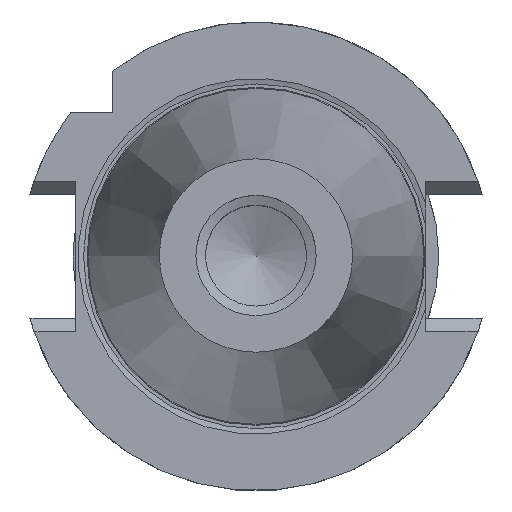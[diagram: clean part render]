
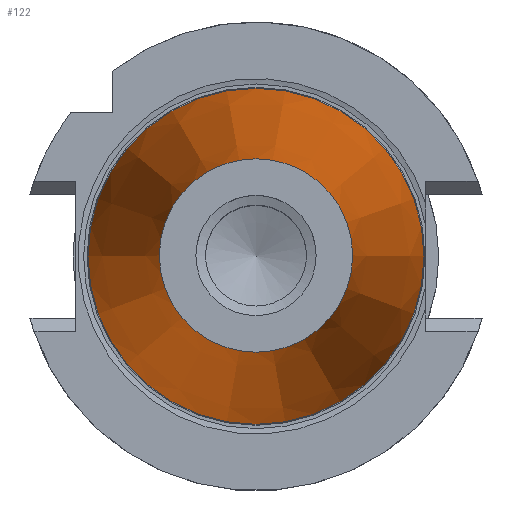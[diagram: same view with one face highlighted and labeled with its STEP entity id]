
A CAD part, top view. The second image highlights one B-rep face of the part: STEP entity #122.
In plain terms, the highlighted conical face has half-angle 8.298 degrees and reference radius 20.107 mm.
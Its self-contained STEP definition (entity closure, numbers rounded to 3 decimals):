
#56=CONICAL_SURFACE('',#1004,20.107,8.298);
#90=FACE_BOUND('',#249,.T.);
#91=FACE_BOUND('',#250,.T.);
#122=ADVANCED_FACE('',(#90,#91),#56,.T.);
#249=EDGE_LOOP('',(#463));
#250=EDGE_LOOP('',(#464));
#463=ORIENTED_EDGE('',*,*,#809,.T.);
#464=ORIENTED_EDGE('',*,*,#807,.F.);
#716=VERTEX_POINT('',#1418);
#718=VERTEX_POINT('',#1424);
#807=EDGE_CURVE('',#716,#716,#928,.T.);
#809=EDGE_CURVE('',#718,#718,#930,.T.);
#928=CIRCLE('',#998,34.925);
#930=CIRCLE('',#1002,20.107);
#998=AXIS2_PLACEMENT_3D('',#1417,#1131,#1132);
#1002=AXIS2_PLACEMENT_3D('',#1423,#1139,#1140);
#1004=AXIS2_PLACEMENT_3D('',#1426,#1143,#1144);
#1131=DIRECTION('',(0.,0.,-1.));
#1132=DIRECTION('',(-1.,0.,0.));
#1139=DIRECTION('',(0.,0.,-1.));
#1140=DIRECTION('',(-1.,0.,0.));
#1143=DIRECTION('',(0.,0.,-1.));
#1144=DIRECTION('',(-1.,0.,0.));
#1417=CARTESIAN_POINT('',(0.,0.,0.));
#1418=CARTESIAN_POINT('',(-34.925,0.,0.));
#1423=CARTESIAN_POINT('',(0.,0.,101.6));
#1424=CARTESIAN_POINT('',(-20.107,0.,101.6));
#1426=CARTESIAN_POINT('',(0.,0.,101.6));
